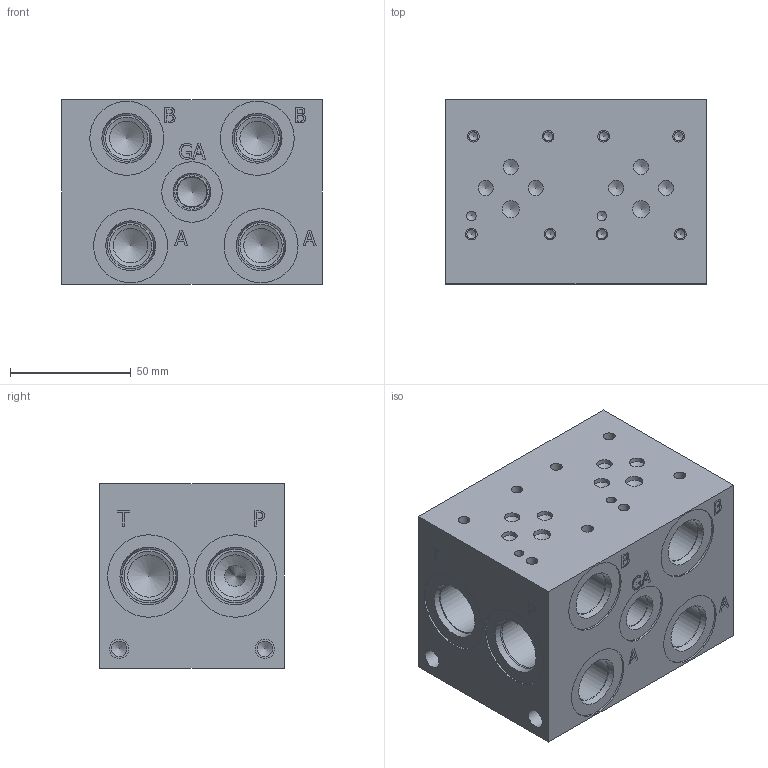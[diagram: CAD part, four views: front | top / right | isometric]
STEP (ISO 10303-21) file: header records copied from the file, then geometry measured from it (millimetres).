
FILE_DESCRIPTION(/* description */ (''),/* implementation_level */ '2;1');
FILE_NAME(/* name */ '_D03S022S.stp',/* time_stamp */ '2022-10-14T09:44:57-04:00',/* author */ ('bobbyh'),/* organization */ (''),/* preprocessor_version */ 'ST-DEVELOPER v18',/* originating_system */ 'Autodesk Inventor 2020',/* authorisation */ '');
FILE_SCHEMA (('AUTOMOTIVE_DESIGN { 1 0 10303 214 3 1 1 }'));
Length unit declared in the file: millimetre
Products named in the file (1): Part_AD03S022S_3D
Bounding box: 107.95 x 76.2 x 76.2 mm (x, y, z)
Volume: 549443.7 mm3; surface area: 62378 mm2
Topology: 1 solids, 1 shells, 660 faces, 1799 edges, 1214 vertices
Faces by surface type: plane 346, bspline 171, cylinder 82, cone 61
Full cylindrical faces by diameter (mm): 3.785 x8, 3.962 x2, 4.826 x8, 6.35 x6, 6.528 x4, 7.137 x2, 7.925 x4, 12.294 x1, 12.9 x1, 14.275 x1, 14.3 x4, 14.529 x1, 17.475 x4, 17.501 x4, 19.05 x4, 19.253 x4, 20.447 x4, 22.225 x3, 22.23 x1, 22.555 x4, 23.901 x3, 25.019 x1, 30.632 x4, 34.138 x4
Entity records: 22135 total; most frequent: CARTESIAN_POINT 5866, ORIENTED_EDGE 3536, DIRECTION 2705, EDGE_CURVE 1768, VERTEX_POINT 1214, LINE 1127, VECTOR 1127, AXIS2_PLACEMENT_3D 789
